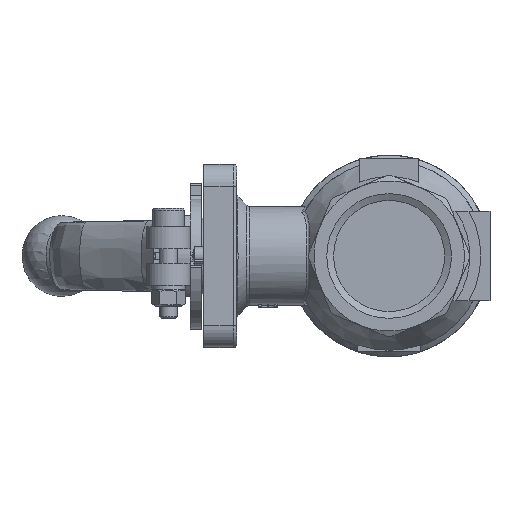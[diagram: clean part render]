
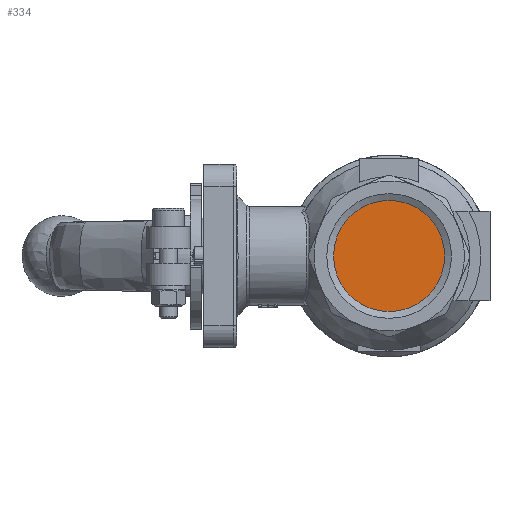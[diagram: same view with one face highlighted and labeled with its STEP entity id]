
A CAD part, left-side view. The second image highlights one B-rep face of the part: STEP entity #334.
In plain terms, the highlighted planar face has unit normal (-1, 0, 0).
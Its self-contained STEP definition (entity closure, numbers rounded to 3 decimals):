
#334 = ADVANCED_FACE ( 'NONE', ( #10998 ), #7628, .F. ) ;
#1230 = CARTESIAN_POINT ( 'NONE',  ( -25., -13.823, 0. ) ) ;
#1512 = DIRECTION ( 'NONE',  ( 0., 1., 0. ) ) ;
#1516 = CIRCLE ( 'NONE', #11958, 15.145 ) ;
#2798 = DIRECTION ( 'NONE',  ( 1., 0., 0. ) ) ;
#4420 = DIRECTION ( 'NONE',  ( 0., -1., 0. ) ) ;
#7628 = PLANE ( 'NONE',  #9311 ) ;
#7637 = VERTEX_POINT ( 'NONE', #9162 ) ;
#8606 = EDGE_LOOP ( 'NONE', ( #12643 ) ) ;
#9162 = CARTESIAN_POINT ( 'NONE',  ( -25., -15.145, 0. ) ) ;
#9311 = AXIS2_PLACEMENT_3D ( 'NONE', #1230, #17132, #1512 ) ;
#10998 = FACE_OUTER_BOUND ( 'NONE', #8606, .T. ) ;
#11958 = AXIS2_PLACEMENT_3D ( 'NONE', #17948, #2798, #4420 ) ;
#12643 = ORIENTED_EDGE ( 'NONE', *, *, #17613, .F. ) ;
#17132 = DIRECTION ( 'NONE',  ( 1., 0., 0. ) ) ;
#17613 = EDGE_CURVE ( 'NONE', #7637, #7637, #1516, .T. ) ;
#17948 = CARTESIAN_POINT ( 'NONE',  ( -25., 0., 0. ) ) ;
